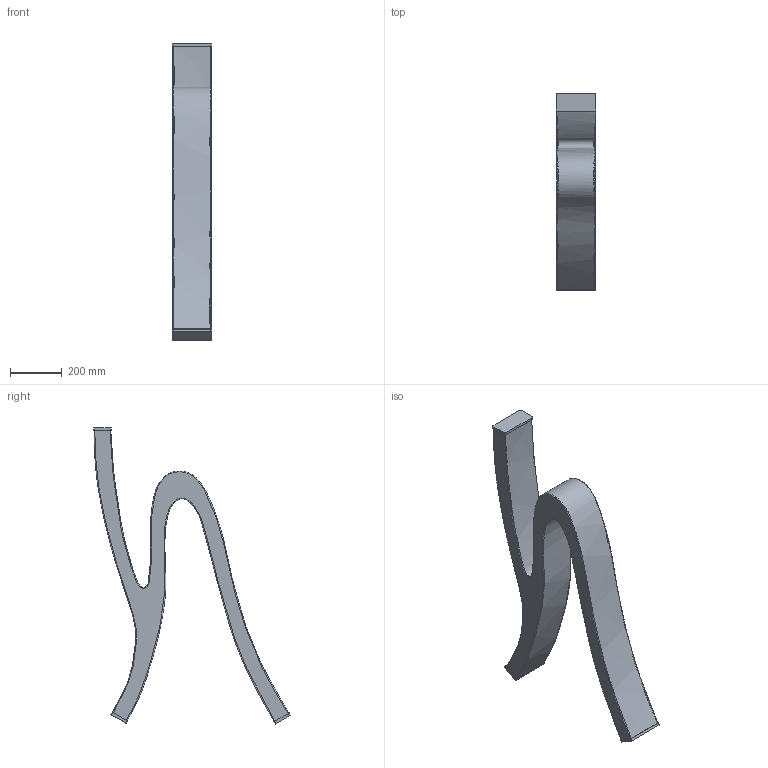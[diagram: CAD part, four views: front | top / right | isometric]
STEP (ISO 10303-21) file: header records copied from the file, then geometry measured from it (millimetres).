
FILE_DESCRIPTION(/* description */ ('This is a sample STEP configuration'),/* implementation_level */ '2;1');
FILE_NAME(/* name */ '660-5xxxx SIMPLE.ipt_Rev_01.3.stp',/* time_stamp */ '2023-04-27T06:45:36+02:00',/* author */ ('powerJobs'),/* organization */ ('coolOrange'),/* preprocessor_version */ 'ST-DEVELOPER v19.2',/* originating_system */ 'Autodesk Inventor 2023',/* authorisation */ '');
FILE_SCHEMA (('AUTOMOTIVE_DESIGN { 1 0 10303 214 3 1 1 }'));
Products named in the file (1): ENG000017840
Bounding box: 155 x 764.32 x 1149.44 mm (x, y, z)
Volume: 5524164.5 mm3; surface area: 2882025.3 mm2
Topology: 5 solids, 6 shells, 235 faces, 490 edges, 280 vertices
Faces by surface type: cylinder 62, plane 57, bspline 57, sphere 34, torus 22, cone 3
Full cylindrical faces by diameter (mm): 4.15 x3
Entity records: 71577 total; most frequent: CARTESIAN_POINT 66662, DIRECTION 1043, ORIENTED_EDGE 980, EDGE_CURVE 490, AXIS2_PLACEMENT_3D 433, VERTEX_POINT 280, CIRCLE 249, EDGE_LOOP 248
